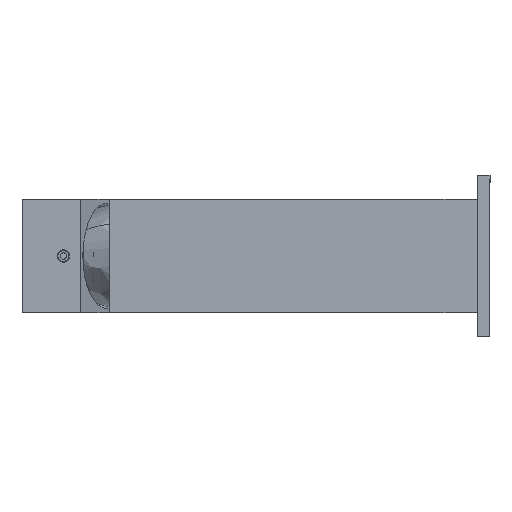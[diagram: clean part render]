
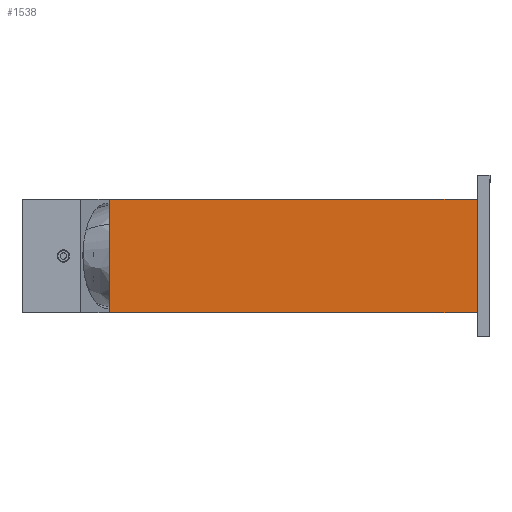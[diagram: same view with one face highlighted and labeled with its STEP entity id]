
A CAD part, left-side view. The second image highlights one B-rep face of the part: STEP entity #1538.
In plain terms, the highlighted planar face has unit normal (-1, 0, 0).
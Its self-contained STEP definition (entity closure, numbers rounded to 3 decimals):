
#534 = VERTEX_POINT ( 'NONE', #2180 ) ;
#824 = DIRECTION ( 'NONE',  ( 0., 0., -1. ) ) ;
#833 = EDGE_CURVE ( 'NONE', #9591, #1657, #6057, .T. ) ;
#924 = CARTESIAN_POINT ( 'NONE',  ( -17.5, 0., 17.5 ) ) ;
#970 = AXIS2_PLACEMENT_3D ( 'NONE', #8137, #8087, #4200 ) ;
#985 = DIRECTION ( 'NONE',  ( 0., 1., 0. ) ) ;
#1061 = PLANE ( 'NONE',  #970 ) ;
#1538 = ADVANCED_FACE ( 'NONE', ( #8200 ), #1061, .F. ) ;
#1657 = VERTEX_POINT ( 'NONE', #2086 ) ;
#1821 = CARTESIAN_POINT ( 'NONE',  ( -17.5, 113.75, 17.5 ) ) ;
#2086 = CARTESIAN_POINT ( 'NONE',  ( -17.5, 0., 17.5 ) ) ;
#2180 = CARTESIAN_POINT ( 'NONE',  ( -17.5, 113.75, -17.5 ) ) ;
#2474 = LINE ( 'NONE', #924, #7623 ) ;
#2845 = CARTESIAN_POINT ( 'NONE',  ( -17.5, 0., 17.5 ) ) ;
#3288 = ORIENTED_EDGE ( 'NONE', *, *, #8253, .F. ) ;
#3292 = EDGE_CURVE ( 'NONE', #1657, #4673, #2474, .T. ) ;
#4190 = VECTOR ( 'NONE', #985, 1000. ) ;
#4200 = DIRECTION ( 'NONE',  ( 0., 0., -1. ) ) ;
#4228 = CARTESIAN_POINT ( 'NONE',  ( -17.5, 0., -17.5 ) ) ;
#4230 = ORIENTED_EDGE ( 'NONE', *, *, #8736, .F. ) ;
#4375 = VECTOR ( 'NONE', #8380, 1000. ) ;
#4407 = ORIENTED_EDGE ( 'NONE', *, *, #3292, .F. ) ;
#4673 = VERTEX_POINT ( 'NONE', #7289 ) ;
#5806 = LINE ( 'NONE', #1821, #7339 ) ;
#6057 = LINE ( 'NONE', #2845, #4375 ) ;
#6574 = LINE ( 'NONE', #4228, #4190 ) ;
#7289 = CARTESIAN_POINT ( 'NONE',  ( -17.5, 0., -17.5 ) ) ;
#7339 = VECTOR ( 'NONE', #9014, 1000. ) ;
#7375 = EDGE_LOOP ( 'NONE', ( #4230, #4407, #8179, #3288 ) ) ;
#7623 = VECTOR ( 'NONE', #824, 1000. ) ;
#8087 = DIRECTION ( 'NONE',  ( 1., 0., 0. ) ) ;
#8137 = CARTESIAN_POINT ( 'NONE',  ( -17.5, 0., 17.5 ) ) ;
#8179 = ORIENTED_EDGE ( 'NONE', *, *, #833, .F. ) ;
#8200 = FACE_OUTER_BOUND ( 'NONE', #7375, .T. ) ;
#8253 = EDGE_CURVE ( 'NONE', #534, #9591, #5806, .T. ) ;
#8380 = DIRECTION ( 'NONE',  ( 0., -1., 0. ) ) ;
#8736 = EDGE_CURVE ( 'NONE', #4673, #534, #6574, .T. ) ;
#9014 = DIRECTION ( 'NONE',  ( 0., 0., 1. ) ) ;
#9591 = VERTEX_POINT ( 'NONE', #10064 ) ;
#10064 = CARTESIAN_POINT ( 'NONE',  ( -17.5, 113.75, 17.5 ) ) ;
